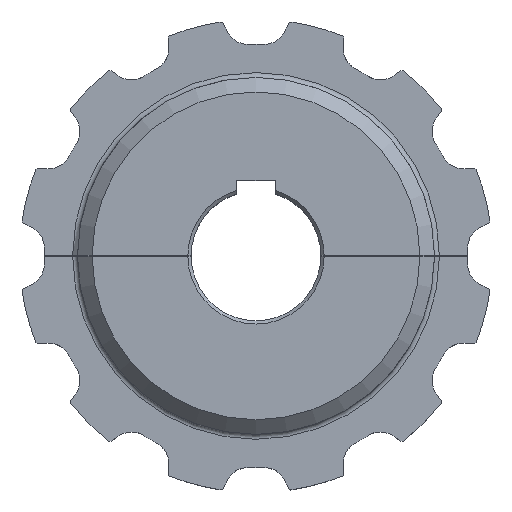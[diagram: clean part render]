
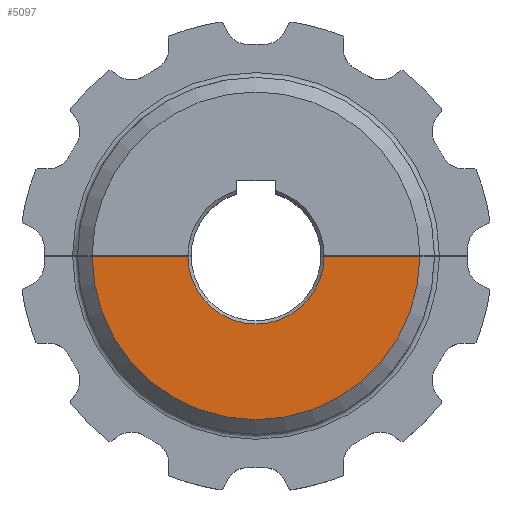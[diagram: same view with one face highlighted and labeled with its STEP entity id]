
A CAD part, top view. The second image highlights one B-rep face of the part: STEP entity #5097.
In plain terms, the highlighted planar face has unit normal (0, 0, 1).
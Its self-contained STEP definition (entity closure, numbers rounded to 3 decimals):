
#3434=CARTESIAN_POINT('',(-21.,-0.125,
20.));
#3440=DIRECTION('',(-1.,0.,0.));
#3441=VECTOR('',#3440,29.5);
#3442=CARTESIAN_POINT('',(-21.,-0.125,
20.));
#3443=LINE('',#3442,#3441);
#3444=CARTESIAN_POINT('',(-50.5,-0.123,
20.));
#3472=CARTESIAN_POINT('',(21.,-0.125,
20.));
#3496=CARTESIAN_POINT('',(50.5,-0.123,
20.));
#3498=DIRECTION('',(-1.,0.,0.));
#3499=VECTOR('',#3498,29.5);
#3500=CARTESIAN_POINT('',(50.5,-0.123,
20.));
#3501=LINE('',#3500,#3499);
#3602=CARTESIAN_POINT('',(0.,0.,20.));
#3603=DIRECTION('',(0.,0.,-1.));
#3604=DIRECTION('',(1.,-0.006,0.));
#3605=AXIS2_PLACEMENT_3D('',#3602,#3603,#3604);
#3612=CARTESIAN_POINT('',(0.,0.,20.));
#3613=DIRECTION('',(0.,0.,-1.));
#3614=DIRECTION('',(1.,-0.002,0.));
#3615=AXIS2_PLACEMENT_3D('',#3612,#3613,#3614);
#4479=VERTEX_POINT('',#3444);
#4512=VERTEX_POINT('',#3496);
#4759=VERTEX_POINT('',#3434);
#4762=VERTEX_POINT('',#3472);
#5085=CARTESIAN_POINT('',(0.,0.,20.));
#5086=DIRECTION('',(0.,0.,1.));
#5087=DIRECTION('',(1.,0.,0.));
#5088=AXIS2_PLACEMENT_3D('',#5085,#5086,#5087);
#5089=PLANE('',#5088);
#5090=ORIENTED_EDGE('',*,*,#5076,.F.);
#5091=ORIENTED_EDGE('',*,*,#4861,.F.);
#5093=ORIENTED_EDGE('',*,*,#5092,.T.);
#5094=ORIENTED_EDGE('',*,*,#4790,.F.);
#5095=EDGE_LOOP('',(#5090,#5091,#5093,#5094));
#5096=FACE_OUTER_BOUND('',#5095,.F.);
#5097=ADVANCED_FACE('',(#5096),#5089,.T.);
#3606=CIRCLE('',#3605,21.);
#3616=CIRCLE('',#3615,50.5);
#4790=EDGE_CURVE('',#4759,#4479,#3443,.T.);
#4861=EDGE_CURVE('',#4512,#4762,#3501,.T.);
#5076=EDGE_CURVE('',#4762,#4759,#3606,.T.);
#5092=EDGE_CURVE('',#4512,#4479,#3616,.T.);
